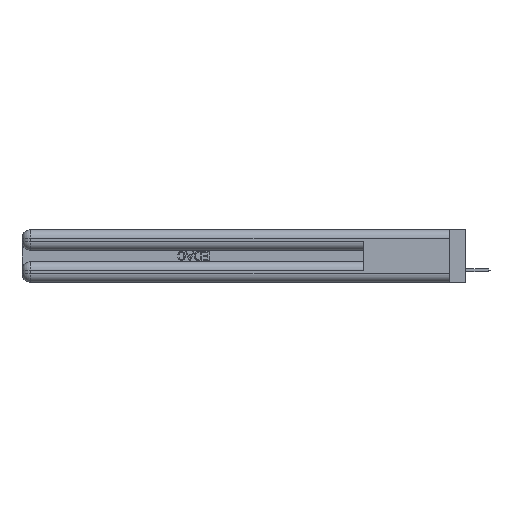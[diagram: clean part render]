
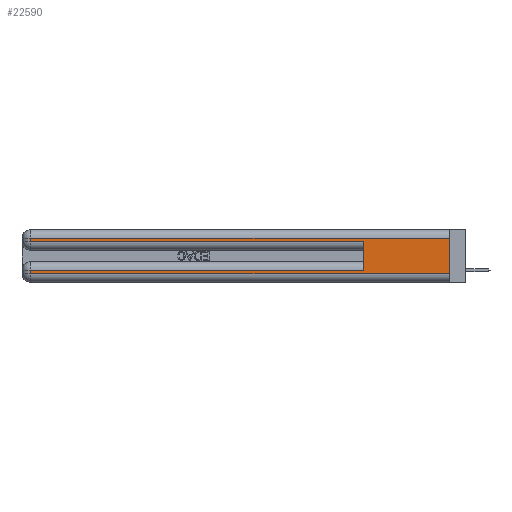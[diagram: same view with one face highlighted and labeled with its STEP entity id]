
A CAD part, left-side view. The second image highlights one B-rep face of the part: STEP entity #22590.
In plain terms, the highlighted planar face has unit normal (-1, 0, 0).
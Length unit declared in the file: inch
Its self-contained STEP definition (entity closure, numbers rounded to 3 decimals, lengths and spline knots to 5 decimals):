
#736 = CARTESIAN_POINT ( 'NONE',  ( 0., 2.94, 0.06 ) ) ;
#810 = EDGE_CURVE ( 'NONE', #4234, #33283, #16853, .T. ) ;
#869 = AXIS2_PLACEMENT_3D ( 'NONE', #2211, #5383, #5255 ) ;
#1292 = EDGE_LOOP ( 'NONE', ( #29072, #35648, #2992, #7479, #11678, #30813, #15278, #18537 ) ) ;
#1853 = VECTOR ( 'NONE', #28169, 39.37008 ) ;
#2119 = VECTOR ( 'NONE', #38145, 39.37008 ) ;
#2211 = CARTESIAN_POINT ( 'NONE',  ( 0., 0., 0.37 ) ) ;
#2429 = DIRECTION ( 'NONE',  ( 0., 0., -1. ) ) ;
#2691 = DIRECTION ( 'NONE',  ( 0., 0., -1. ) ) ;
#2992 = ORIENTED_EDGE ( 'NONE', *, *, #22259, .T. ) ;
#4234 = VERTEX_POINT ( 'NONE', #10759 ) ;
#5255 = DIRECTION ( 'NONE',  ( 0., 0., -1. ) ) ;
#5383 = DIRECTION ( 'NONE',  ( 1., 0., 0. ) ) ;
#5525 = CARTESIAN_POINT ( 'NONE',  ( 0., 0., 0.06 ) ) ;
#5707 = LINE ( 'NONE', #11183, #18054 ) ;
#6064 = VERTEX_POINT ( 'NONE', #736 ) ;
#6639 = DIRECTION ( 'NONE',  ( 0., 1., 0. ) ) ;
#7479 = ORIENTED_EDGE ( 'NONE', *, *, #16314, .T. ) ;
#10759 = CARTESIAN_POINT ( 'NONE',  ( 0., 0.6, 0.085 ) ) ;
#10893 = LINE ( 'NONE', #25066, #1853 ) ;
#11183 = CARTESIAN_POINT ( 'NONE',  ( 0., 0., 0.37 ) ) ;
#11509 = VECTOR ( 'NONE', #30483, 39.37008 ) ;
#11678 = ORIENTED_EDGE ( 'NONE', *, *, #18271, .F. ) ;
#12021 = VECTOR ( 'NONE', #20835, 39.37008 ) ;
#15278 = ORIENTED_EDGE ( 'NONE', *, *, #25498, .T. ) ;
#15515 = VERTEX_POINT ( 'NONE', #26958 ) ;
#16314 = EDGE_CURVE ( 'NONE', #15515, #31589, #10893, .T. ) ;
#16851 = CARTESIAN_POINT ( 'NONE',  ( 0., 0.6, 0.145 ) ) ;
#16853 = LINE ( 'NONE', #22977, #2119 ) ;
#17284 = EDGE_CURVE ( 'NONE', #20347, #34738, #38012, .T. ) ;
#17373 = PLANE ( 'NONE',  #869 ) ;
#18054 = VECTOR ( 'NONE', #2429, 39.37008 ) ;
#18246 = CARTESIAN_POINT ( 'NONE',  ( 0., 2.94, 0.085 ) ) ;
#18271 = EDGE_CURVE ( 'NONE', #4234, #31589, #25497, .T. ) ;
#18537 = ORIENTED_EDGE ( 'NONE', *, *, #28884, .T. ) ;
#18910 = CARTESIAN_POINT ( 'NONE',  ( 0., 0., 0.06 ) ) ;
#19140 = LINE ( 'NONE', #23642, #12021 ) ;
#19978 = CARTESIAN_POINT ( 'NONE',  ( 0., 0., 0.31 ) ) ;
#20134 = VERTEX_POINT ( 'NONE', #18910 ) ;
#20347 = VERTEX_POINT ( 'NONE', #19978 ) ;
#20406 = VECTOR ( 'NONE', #2691, 39.37008 ) ;
#20735 = CARTESIAN_POINT ( 'NONE',  ( 0., 2.94, 0.37 ) ) ;
#20835 = DIRECTION ( 'NONE',  ( 0., 0., -1. ) ) ;
#22259 = EDGE_CURVE ( 'NONE', #34738, #15515, #19140, .T. ) ;
#22262 = LINE ( 'NONE', #20735, #20406 ) ;
#22590 = ADVANCED_FACE ( 'NONE', ( #22916 ), #17373, .F. ) ;
#22916 = FACE_OUTER_BOUND ( 'NONE', #1292, .T. ) ;
#22977 = CARTESIAN_POINT ( 'NONE',  ( 0., 0., 0.085 ) ) ;
#23642 = CARTESIAN_POINT ( 'NONE',  ( 0., 2.94, 0.37 ) ) ;
#25066 = CARTESIAN_POINT ( 'NONE',  ( 0., 0., 0.285 ) ) ;
#25497 = LINE ( 'NONE', #16851, #30772 ) ;
#25498 = EDGE_CURVE ( 'NONE', #33283, #6064, #22262, .T. ) ;
#25848 = CARTESIAN_POINT ( 'NONE',  ( 0., 0.6, 0.285 ) ) ;
#26958 = CARTESIAN_POINT ( 'NONE',  ( 0., 2.94, 0.285 ) ) ;
#28169 = DIRECTION ( 'NONE',  ( 0., -1., 0. ) ) ;
#28204 = LINE ( 'NONE', #5525, #11509 ) ;
#28884 = EDGE_CURVE ( 'NONE', #6064, #20134, #28204, .T. ) ;
#29072 = ORIENTED_EDGE ( 'NONE', *, *, #33707, .F. ) ;
#30483 = DIRECTION ( 'NONE',  ( 0., -1., 0. ) ) ;
#30772 = VECTOR ( 'NONE', #34765, 39.37008 ) ;
#30813 = ORIENTED_EDGE ( 'NONE', *, *, #810, .T. ) ;
#30840 = VECTOR ( 'NONE', #6639, 39.37008 ) ;
#30923 = CARTESIAN_POINT ( 'NONE',  ( 0., 0., 0.31 ) ) ;
#31589 = VERTEX_POINT ( 'NONE', #25848 ) ;
#33283 = VERTEX_POINT ( 'NONE', #18246 ) ;
#33707 = EDGE_CURVE ( 'NONE', #20347, #20134, #5707, .T. ) ;
#34738 = VERTEX_POINT ( 'NONE', #39021 ) ;
#34765 = DIRECTION ( 'NONE',  ( 0., 0., 1. ) ) ;
#35648 = ORIENTED_EDGE ( 'NONE', *, *, #17284, .T. ) ;
#38012 = LINE ( 'NONE', #30923, #30840 ) ;
#38145 = DIRECTION ( 'NONE',  ( 0., 1., 0. ) ) ;
#39021 = CARTESIAN_POINT ( 'NONE',  ( 0., 2.94, 0.31 ) ) ;
